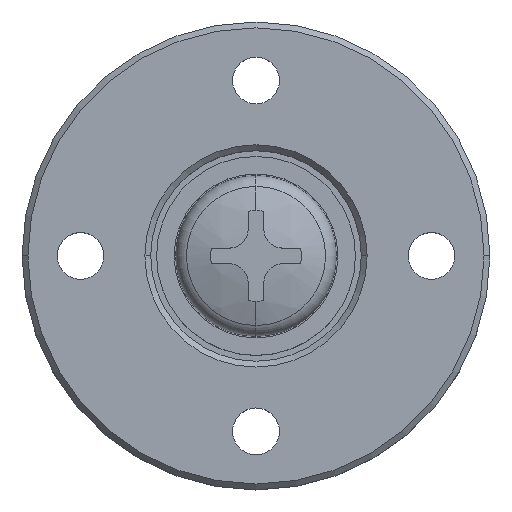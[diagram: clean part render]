
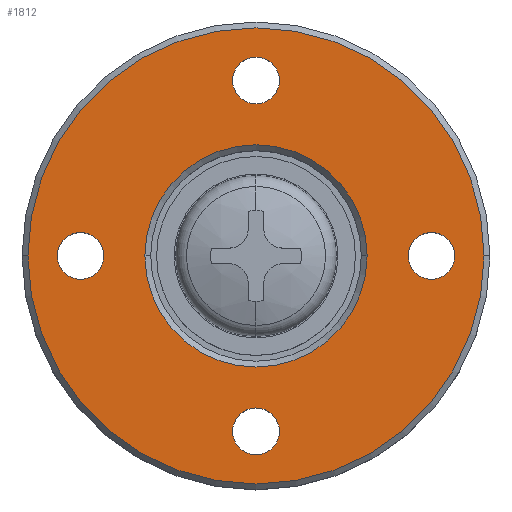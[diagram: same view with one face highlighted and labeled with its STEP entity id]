
A CAD part, top view. The second image highlights one B-rep face of the part: STEP entity #1812.
In plain terms, the highlighted planar face has unit normal (0, 0, 1).
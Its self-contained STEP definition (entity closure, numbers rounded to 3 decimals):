
#28 = AXIS2_PLACEMENT_3D ( 'NONE', #1065, #1053, #1264 ) ;
#37 = ORIENTED_EDGE ( 'NONE', *, *, #1882, .T. ) ;
#75 = ORIENTED_EDGE ( 'NONE', *, *, #309, .F. ) ;
#84 = CARTESIAN_POINT ( 'NONE',  ( 4.147, 215.065, 47.893 ) ) ;
#92 = CIRCLE ( 'NONE', #2510, 0.8 ) ;
#120 = EDGE_CURVE ( 'NONE', #333, #1515, #484, .T. ) ;
#174 = FACE_BOUND ( 'NONE', #2109, .T. ) ;
#188 = CARTESIAN_POINT ( 'NONE',  ( 4.947, 227.065, 47.893 ) ) ;
#191 = VERTEX_POINT ( 'NONE', #448 ) ;
#212 = CARTESIAN_POINT ( 'NONE',  ( 4.147, 221.065, 47.893 ) ) ;
#235 = AXIS2_PLACEMENT_3D ( 'NONE', #1715, #1922, #922 ) ;
#265 = DIRECTION ( 'NONE',  ( 0., 0., 1. ) ) ;
#274 = VERTEX_POINT ( 'NONE', #314 ) ;
#309 = EDGE_CURVE ( 'NONE', #274, #2325, #1189, .T. ) ;
#314 = CARTESIAN_POINT ( 'NONE',  ( -1.853, 221.865, 47.893 ) ) ;
#315 = CIRCLE ( 'NONE', #2530, 0.8 ) ;
#333 = VERTEX_POINT ( 'NONE', #1818 ) ;
#399 = DIRECTION ( 'NONE',  ( 0., -1., 0. ) ) ;
#448 = CARTESIAN_POINT ( 'NONE',  ( 10.147, 221.865, 47.893 ) ) ;
#461 = DIRECTION ( 'NONE',  ( 0., 0., 1. ) ) ;
#470 = VERTEX_POINT ( 'NONE', #2458 ) ;
#474 = DIRECTION ( 'NONE',  ( 1., 0., 0. ) ) ;
#484 = CIRCLE ( 'NONE', #1656, 7.8 ) ;
#520 = VERTEX_POINT ( 'NONE', #875 ) ;
#522 = DIRECTION ( 'NONE',  ( 0., 0., 1. ) ) ;
#543 = ORIENTED_EDGE ( 'NONE', *, *, #1239, .F. ) ;
#556 = ORIENTED_EDGE ( 'NONE', *, *, #1800, .F. ) ;
#569 = FACE_BOUND ( 'NONE', #1603, .T. ) ;
#582 = FACE_BOUND ( 'NONE', #1995, .T. ) ;
#642 = CARTESIAN_POINT ( 'NONE',  ( -1.853, 220.265, 47.893 ) ) ;
#669 = DIRECTION ( 'NONE',  ( 0., 1., 0. ) ) ;
#673 = AXIS2_PLACEMENT_3D ( 'NONE', #1126, #1359, #2164 ) ;
#674 = VERTEX_POINT ( 'NONE', #1740 ) ;
#679 = DIRECTION ( 'NONE',  ( 0., -1., 0. ) ) ;
#693 = AXIS2_PLACEMENT_3D ( 'NONE', #1686, #461, #679 ) ;
#782 = DIRECTION ( 'NONE',  ( 0., 0., 1. ) ) ;
#804 = PLANE ( 'NONE',  #1404 ) ;
#828 = CARTESIAN_POINT ( 'NONE',  ( 4.147, 227.065, 47.893 ) ) ;
#848 = DIRECTION ( 'NONE',  ( 0., 0., 1. ) ) ;
#875 = CARTESIAN_POINT ( 'NONE',  ( 10.147, 220.265, 47.893 ) ) ;
#896 = EDGE_LOOP ( 'NONE', ( #1256, #1688 ) ) ;
#919 = CARTESIAN_POINT ( 'NONE',  ( 4.147, 221.065, 47.893 ) ) ;
#922 = DIRECTION ( 'NONE',  ( 1., 0., 0. ) ) ;
#926 = CIRCLE ( 'NONE', #1888, 7.8 ) ;
#956 = EDGE_LOOP ( 'NONE', ( #1265, #1426 ) ) ;
#970 = FACE_BOUND ( 'NONE', #1753, .T. ) ;
#973 = DIRECTION ( 'NONE',  ( 0., 1., 0. ) ) ;
#1027 = EDGE_CURVE ( 'NONE', #2053, #1813, #1358, .T. ) ;
#1053 = DIRECTION ( 'NONE',  ( 0., 0., -1. ) ) ;
#1065 = CARTESIAN_POINT ( 'NONE',  ( 4.147, 221.065, 47.893 ) ) ;
#1076 = CARTESIAN_POINT ( 'NONE',  ( 3.347, 215.065, 47.893 ) ) ;
#1112 = CIRCLE ( 'NONE', #2123, 0.8 ) ;
#1126 = CARTESIAN_POINT ( 'NONE',  ( -1.853, 221.065, 47.893 ) ) ;
#1189 = CIRCLE ( 'NONE', #2359, 0.8 ) ;
#1198 = CIRCLE ( 'NONE', #693, 0.8 ) ;
#1239 = EDGE_CURVE ( 'NONE', #520, #191, #1198, .T. ) ;
#1256 = ORIENTED_EDGE ( 'NONE', *, *, #120, .T. ) ;
#1264 = DIRECTION ( 'NONE',  ( 0., -1., 0. ) ) ;
#1265 = ORIENTED_EDGE ( 'NONE', *, *, #1314, .F. ) ;
#1270 = EDGE_CURVE ( 'NONE', #470, #2545, #1112, .T. ) ;
#1271 = CARTESIAN_POINT ( 'NONE',  ( 4.147, 221.065, 47.893 ) ) ;
#1273 = DIRECTION ( 'NONE',  ( 0., 0., 1. ) ) ;
#1314 = EDGE_CURVE ( 'NONE', #1813, #2053, #1539, .T. ) ;
#1322 = CARTESIAN_POINT ( 'NONE',  ( 10.147, 221.065, 47.893 ) ) ;
#1358 = CIRCLE ( 'NONE', #235, 0.8 ) ;
#1359 = DIRECTION ( 'NONE',  ( 0., 0., 1. ) ) ;
#1384 = CIRCLE ( 'NONE', #673, 0.8 ) ;
#1396 = DIRECTION ( 'NONE',  ( 0., -1., 0. ) ) ;
#1404 = AXIS2_PLACEMENT_3D ( 'NONE', #1983, #522, #1396 ) ;
#1426 = ORIENTED_EDGE ( 'NONE', *, *, #1027, .F. ) ;
#1432 = DIRECTION ( 'NONE',  ( 0., 0., 1. ) ) ;
#1463 = DIRECTION ( 'NONE',  ( 0., 0., -1. ) ) ;
#1486 = DIRECTION ( 'NONE',  ( -1., 0., 0. ) ) ;
#1515 = VERTEX_POINT ( 'NONE', #2189 ) ;
#1523 = FACE_OUTER_BOUND ( 'NONE', #896, .T. ) ;
#1539 = CIRCLE ( 'NONE', #1828, 0.8 ) ;
#1557 = ORIENTED_EDGE ( 'NONE', *, *, #2579, .F. ) ;
#1568 = AXIS2_PLACEMENT_3D ( 'NONE', #212, #1463, #2259 ) ;
#1583 = VERTEX_POINT ( 'NONE', #1631 ) ;
#1603 = EDGE_LOOP ( 'NONE', ( #543, #556 ) ) ;
#1631 = CARTESIAN_POINT ( 'NONE',  ( 7.947, 221.065, 47.893 ) ) ;
#1656 = AXIS2_PLACEMENT_3D ( 'NONE', #1271, #848, #2033 ) ;
#1686 = CARTESIAN_POINT ( 'NONE',  ( 10.147, 221.065, 47.893 ) ) ;
#1688 = ORIENTED_EDGE ( 'NONE', *, *, #2470, .T. ) ;
#1715 = CARTESIAN_POINT ( 'NONE',  ( 4.147, 227.065, 47.893 ) ) ;
#1740 = CARTESIAN_POINT ( 'NONE',  ( 0.347, 221.065, 47.893 ) ) ;
#1753 = EDGE_LOOP ( 'NONE', ( #75, #1557 ) ) ;
#1800 = EDGE_CURVE ( 'NONE', #191, #520, #315, .T. ) ;
#1812 = ADVANCED_FACE ( 'NONE', ( #174, #569, #582, #970, #2568, #1523 ), #804, .T. ) ;
#1813 = VERTEX_POINT ( 'NONE', #188 ) ;
#1818 = CARTESIAN_POINT ( 'NONE',  ( -3.653, 221.065, 47.893 ) ) ;
#1828 = AXIS2_PLACEMENT_3D ( 'NONE', #828, #1432, #474 ) ;
#1882 = EDGE_CURVE ( 'NONE', #674, #1583, #2406, .T. ) ;
#1886 = ORIENTED_EDGE ( 'NONE', *, *, #1270, .F. ) ;
#1888 = AXIS2_PLACEMENT_3D ( 'NONE', #919, #2112, #669 ) ;
#1922 = DIRECTION ( 'NONE',  ( 0., 0., 1. ) ) ;
#1983 = CARTESIAN_POINT ( 'NONE',  ( 4.147, 221.065, 47.893 ) ) ;
#1995 = EDGE_LOOP ( 'NONE', ( #2225, #1886 ) ) ;
#2033 = DIRECTION ( 'NONE',  ( 0., 1., 0. ) ) ;
#2053 = VERTEX_POINT ( 'NONE', #2493 ) ;
#2109 = EDGE_LOOP ( 'NONE', ( #37, #2364 ) ) ;
#2112 = DIRECTION ( 'NONE',  ( 0., 0., 1. ) ) ;
#2123 = AXIS2_PLACEMENT_3D ( 'NONE', #2244, #265, #1486 ) ;
#2164 = DIRECTION ( 'NONE',  ( 0., 1., 0. ) ) ;
#2189 = CARTESIAN_POINT ( 'NONE',  ( 11.947, 221.065, 47.893 ) ) ;
#2225 = ORIENTED_EDGE ( 'NONE', *, *, #2515, .F. ) ;
#2244 = CARTESIAN_POINT ( 'NONE',  ( 4.147, 215.065, 47.893 ) ) ;
#2259 = DIRECTION ( 'NONE',  ( 0., -1., 0. ) ) ;
#2284 = CARTESIAN_POINT ( 'NONE',  ( -1.853, 221.065, 47.893 ) ) ;
#2313 = EDGE_CURVE ( 'NONE', #1583, #674, #2357, .T. ) ;
#2325 = VERTEX_POINT ( 'NONE', #642 ) ;
#2357 = CIRCLE ( 'NONE', #1568, 3.8 ) ;
#2359 = AXIS2_PLACEMENT_3D ( 'NONE', #2284, #782, #973 ) ;
#2364 = ORIENTED_EDGE ( 'NONE', *, *, #2313, .T. ) ;
#2406 = CIRCLE ( 'NONE', #28, 3.8 ) ;
#2458 = CARTESIAN_POINT ( 'NONE',  ( 4.947, 215.065, 47.893 ) ) ;
#2470 = EDGE_CURVE ( 'NONE', #1515, #333, #926, .T. ) ;
#2493 = CARTESIAN_POINT ( 'NONE',  ( 3.347, 227.065, 47.893 ) ) ;
#2510 = AXIS2_PLACEMENT_3D ( 'NONE', #84, #1273, #2514 ) ;
#2514 = DIRECTION ( 'NONE',  ( -1., 0., 0. ) ) ;
#2515 = EDGE_CURVE ( 'NONE', #2545, #470, #92, .T. ) ;
#2530 = AXIS2_PLACEMENT_3D ( 'NONE', #1322, #2555, #399 ) ;
#2545 = VERTEX_POINT ( 'NONE', #1076 ) ;
#2555 = DIRECTION ( 'NONE',  ( 0., 0., 1. ) ) ;
#2568 = FACE_BOUND ( 'NONE', #956, .T. ) ;
#2579 = EDGE_CURVE ( 'NONE', #2325, #274, #1384, .T. ) ;
